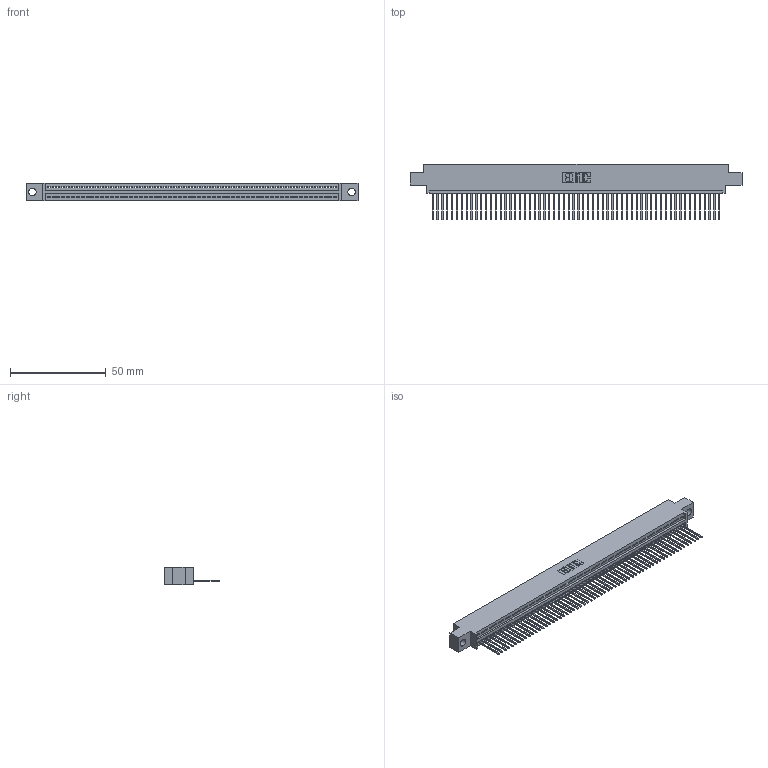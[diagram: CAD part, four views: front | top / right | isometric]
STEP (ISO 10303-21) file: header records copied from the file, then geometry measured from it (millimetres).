
FILE_DESCRIPTION (( 'STEP AP203' ), '1' );
FILE_NAME ('395-060-540-604.STEP', '2018-11-23T13:50:04', ( '' ), ( '' ), 'SwSTEP 2.0', 'SolidWorks 2016', '' );
FILE_SCHEMA (( 'CONFIG_CONTROL_DESIGN' ));
Length unit declared in the file: inch
Products named in the file (3): 395-060-540-604; 345-292-001_345-293-140; 345 Part_0.170 Offset - 0.156 Dia-TH
Assembly tree (61 placements, depth 2):
  395-060-540-604
    345 Part_0.170 Offset - 0.156 Dia-TH
    345-292-001_345-293-140  x60
Bounding box: 173.61 x 29.13 x 9.4 mm (x, y, z)
Volume: 16517 mm3; surface area: 22714.2 mm2
Topology: 61 solids, 61 shells, 3610 faces, 10913 edges, 7194 vertices
Faces by surface type: plane 2484, cylinder 1126
Entity records: 42887 total; most frequent: CARTESIAN_POINT 7436, ORIENTED_EDGE 7430, DIRECTION 6467, EDGE_CURVE 3715, LINE 3343, VECTOR 3343, VERTEX_POINT 2474, AXIS2_PLACEMENT_3D 1562
